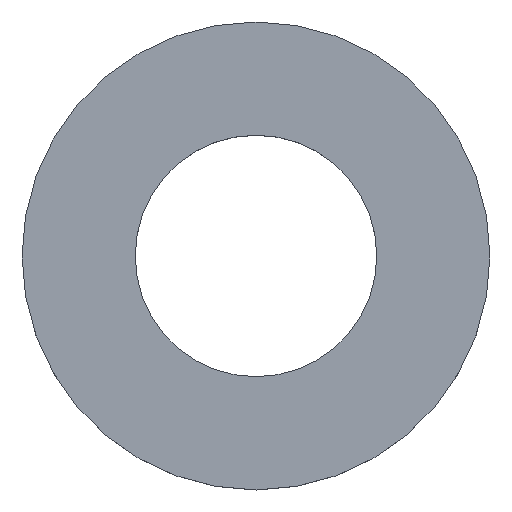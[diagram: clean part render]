
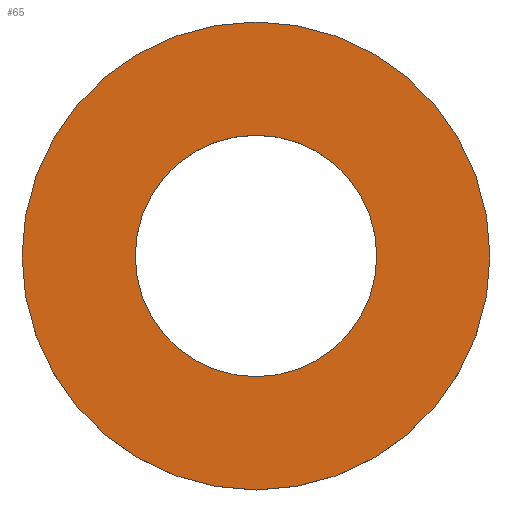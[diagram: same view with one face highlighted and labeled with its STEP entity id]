
A CAD part, top view. The second image highlights one B-rep face of the part: STEP entity #65.
In plain terms, the highlighted planar face has unit normal (0, 0, 1).
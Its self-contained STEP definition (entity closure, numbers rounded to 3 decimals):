
#25=FACE_BOUND('',#32,.T.);
#27=FACE_OUTER_BOUND('',#31,.T.);
#31=EDGE_LOOP('',(#51));
#32=EDGE_LOOP('',(#52));
#37=CIRCLE('',#85,6.2);
#38=CIRCLE('',#86,3.2);
#41=VERTEX_POINT('',#120);
#42=VERTEX_POINT('',#122);
#45=EDGE_CURVE('',#41,#41,#37,.T.);
#46=EDGE_CURVE('',#42,#42,#38,.T.);
#51=ORIENTED_EDGE('',*,*,#45,.T.);
#52=ORIENTED_EDGE('',*,*,#46,.T.);
#63=PLANE('',#84);
#65=ADVANCED_FACE('',(#27,#25),#63,.T.);
#84=AXIS2_PLACEMENT_3D('',#119,#97,#98);
#85=AXIS2_PLACEMENT_3D('',#121,#99,#100);
#86=AXIS2_PLACEMENT_3D('',#123,#101,#102);
#97=DIRECTION('center_axis',(0.,0.,1.));
#98=DIRECTION('ref_axis',(1.,0.,0.));
#99=DIRECTION('center_axis',(0.,0.,1.));
#100=DIRECTION('ref_axis',(-1.,0.,0.));
#101=DIRECTION('center_axis',(0.,0.,-1.));
#102=DIRECTION('ref_axis',(-1.,0.,0.));
#119=CARTESIAN_POINT('Origin',(0.,0.,1.1));
#120=CARTESIAN_POINT('',(6.2,0.,1.1));
#121=CARTESIAN_POINT('Origin',(0.,0.,1.1));
#122=CARTESIAN_POINT('',(3.2,0.,1.1));
#123=CARTESIAN_POINT('Origin',(0.,0.,1.1));
